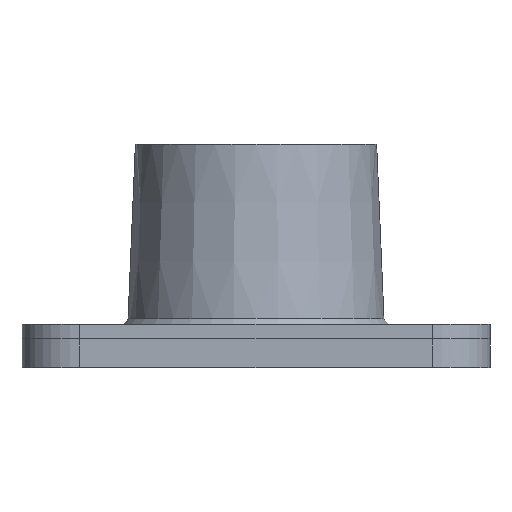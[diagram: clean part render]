
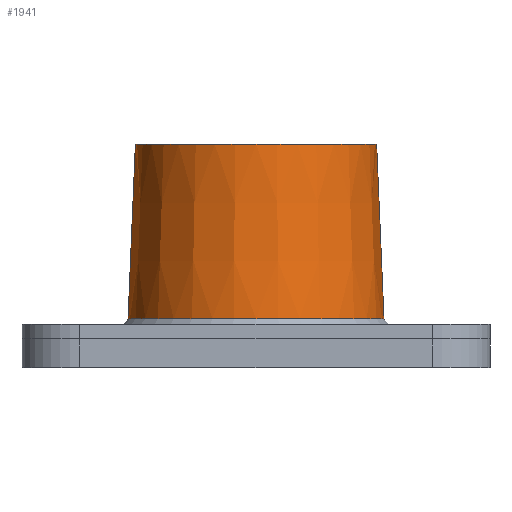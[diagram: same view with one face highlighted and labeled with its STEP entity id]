
A CAD part, front view. The second image highlights one B-rep face of the part: STEP entity #1941.
In plain terms, the highlighted conical face has half-angle 2.403 degrees and reference radius 35.544 mm.
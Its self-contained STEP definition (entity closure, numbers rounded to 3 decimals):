
#92 = CARTESIAN_POINT ( 'NONE',  ( 96.179, 664.416, -460.317 ) ) ;
#123 = LINE ( 'NONE', #1713, #1806 ) ;
#219 = VECTOR ( 'NONE', #4178, 1000. ) ;
#331 = DIRECTION ( 'NONE',  ( 0., 0., 1. ) ) ;
#685 = ORIENTED_EDGE ( 'NONE', *, *, #2643, .T. ) ;
#985 = CARTESIAN_POINT ( 'NONE',  ( 25.09, 664.416, -460.317 ) ) ;
#1054 = CARTESIAN_POINT ( 'NONE',  ( 60.634, 664.416, -460.317 ) ) ;
#1133 = CIRCLE ( 'NONE', #2392, 35.544 ) ;
#1300 = VERTEX_POINT ( 'NONE', #5078 ) ;
#1343 = ORIENTED_EDGE ( 'NONE', *, *, #3153, .T. ) ;
#1565 = VERTEX_POINT ( 'NONE', #2873 ) ;
#1659 = DIRECTION ( 'NONE',  ( -1., 0., 0. ) ) ;
#1713 = CARTESIAN_POINT ( 'NONE',  ( 96.179, 664.416, -460.317 ) ) ;
#1806 = VECTOR ( 'NONE', #3167, 1000. ) ;
#1828 = EDGE_LOOP ( 'NONE', ( #3087, #3372, #1343, #685 ) ) ;
#1895 = DIRECTION ( 'NONE',  ( 1., 0., 0. ) ) ;
#1941 = ADVANCED_FACE ( 'NONE', ( #2414 ), #4971, .T. ) ;
#1967 = DIRECTION ( 'NONE',  ( 0., 0., -1. ) ) ;
#2165 = LINE ( 'NONE', #985, #219 ) ;
#2392 = AXIS2_PLACEMENT_3D ( 'NONE', #1054, #331, #1895 ) ;
#2414 = FACE_OUTER_BOUND ( 'NONE', #1828, .T. ) ;
#2643 = EDGE_CURVE ( 'NONE', #3210, #4601, #1133, .T. ) ;
#2700 = AXIS2_PLACEMENT_3D ( 'NONE', #3222, #1967, #1659 ) ;
#2873 = CARTESIAN_POINT ( 'NONE',  ( 27.122, 664.416, -411.89 ) ) ;
#2876 = EDGE_CURVE ( 'NONE', #1300, #4601, #123, .T. ) ;
#3087 = ORIENTED_EDGE ( 'NONE', *, *, #2876, .F. ) ;
#3153 = EDGE_CURVE ( 'NONE', #1565, #3210, #2165, .T. ) ;
#3167 = DIRECTION ( 'NONE',  ( 0.042, 0., -0.999 ) ) ;
#3210 = VERTEX_POINT ( 'NONE', #3416 ) ;
#3222 = CARTESIAN_POINT ( 'NONE',  ( 60.634, 664.416, -460.317 ) ) ;
#3332 = CARTESIAN_POINT ( 'NONE',  ( 60.634, 664.416, -411.89 ) ) ;
#3372 = ORIENTED_EDGE ( 'NONE', *, *, #3980, .T. ) ;
#3416 = CARTESIAN_POINT ( 'NONE',  ( 25.09, 664.416, -460.317 ) ) ;
#3752 = AXIS2_PLACEMENT_3D ( 'NONE', #3332, #4537, #4141 ) ;
#3980 = EDGE_CURVE ( 'NONE', #1300, #1565, #4428, .T. ) ;
#4141 = DIRECTION ( 'NONE',  ( 1., 0., 0. ) ) ;
#4178 = DIRECTION ( 'NONE',  ( -0.042, 0., -0.999 ) ) ;
#4428 = CIRCLE ( 'NONE', #3752, 33.512 ) ;
#4537 = DIRECTION ( 'NONE',  ( 0., 0., -1. ) ) ;
#4601 = VERTEX_POINT ( 'NONE', #92 ) ;
#4971 = CONICAL_SURFACE ( 'NONE', #2700, 35.544, 0.042 ) ;
#5078 = CARTESIAN_POINT ( 'NONE',  ( 94.146, 664.416, -411.89 ) ) ;
